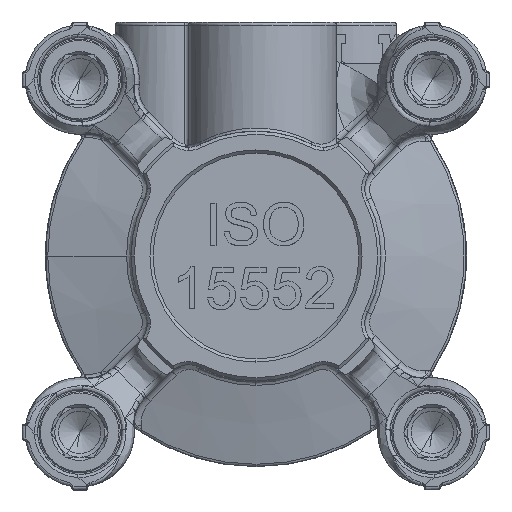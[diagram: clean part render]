
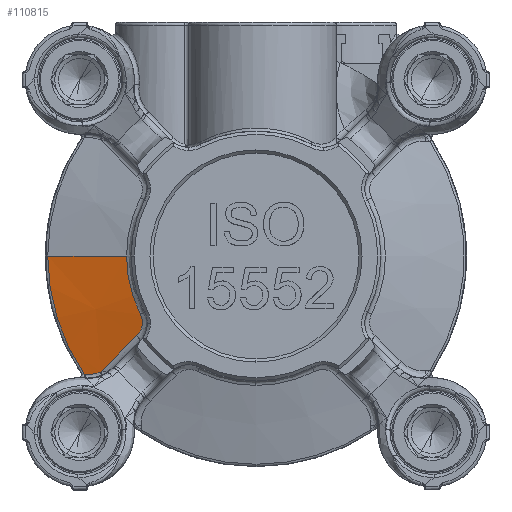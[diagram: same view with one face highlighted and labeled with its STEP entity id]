
A CAD part, front view. The second image highlights one B-rep face of the part: STEP entity #110815.
In plain terms, the highlighted conical face has half-angle 75 degrees and reference radius 33.379 mm.
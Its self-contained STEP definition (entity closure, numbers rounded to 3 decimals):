
#1309 = EDGE_CURVE ( 'NONE', #1593, #39950, #121735, .T. ) ;
#1357 = VECTOR ( 'NONE', #35895, 1000. ) ;
#1593 = VERTEX_POINT ( 'NONE', #85315 ) ;
#3296 = CARTESIAN_POINT ( 'NONE',  ( -18.203, 24.847, -10.564 ) ) ;
#3578 = B_SPLINE_CURVE_WITH_KNOTS ( 'NONE', 3,
 ( #22759, #99808, #90426, #82218, #120466, #42208, #34632, #109205, #34014, #118030, #91034, #15166, #101630, #32808, #5133, #89193, #3914, #118644, #3296, #61011, #52821, #41593, #61613, #99191 ),
 .UNSPECIFIED., .F., .F.,
 ( 4, 2, 1, 2, 2, 2, 1, 2, 2, 2, 2, 2, 4 ),
 ( 0., 0.125, 0.188, 0.219, 0.25, 0.375, 0.438, 0.469, 0.5, 0.625, 0.688, 0.75, 1. ),
 .UNSPECIFIED. ) ;
#3914 = CARTESIAN_POINT ( 'NONE',  ( -18.204, 24.89, -10.875 ) ) ;
#4128 = B_SPLINE_CURVE_WITH_KNOTS ( 'NONE', 3,
 ( #16053, #113167, #44918, #27342 ),
 .UNSPECIFIED., .F., .F.,
 ( 4, 4 ),
 ( 0., 1. ),
 .UNSPECIFIED. ) ;
#4169 = CARTESIAN_POINT ( 'NONE',  ( 0., 28.152, 0. ) ) ;
#5133 = CARTESIAN_POINT ( 'NONE',  ( -18.253, 24.949, -11.224 ) ) ;
#5624 = EDGE_CURVE ( 'NONE', #13449, #14302, #109174, .T. ) ;
#11261 = CARTESIAN_POINT ( 'NONE',  ( -24.928, 27.545, -18.616 ) ) ;
#11285 = CARTESIAN_POINT ( 'NONE',  ( -27.353, 28.126, -18.96 ) ) ;
#13449 = VERTEX_POINT ( 'NONE', #55965 ) ;
#14302 = VERTEX_POINT ( 'NONE', #64481 ) ;
#15133 = CARTESIAN_POINT ( 'NONE',  ( -26.936, 28.038, -18.983 ) ) ;
#15166 = CARTESIAN_POINT ( 'NONE',  ( -18.302, 24.992, -11.446 ) ) ;
#15507 = ORIENTED_EDGE ( 'NONE', *, *, #74661, .T. ) ;
#16053 = CARTESIAN_POINT ( 'NONE',  ( -24.928, 27.545, -18.616 ) ) ;
#18143 = ORIENTED_EDGE ( 'NONE', *, *, #31219, .T. ) ;
#22249 = CARTESIAN_POINT ( 'NONE',  ( 0., 24.766, 0. ) ) ;
#22759 = CARTESIAN_POINT ( 'NONE',  ( -19.088, 25.365, -12.795 ) ) ;
#24028 = CARTESIAN_POINT ( 'NONE',  ( -33.379, 28.152, 0. ) ) ;
#24575 = CARTESIAN_POINT ( 'NONE',  ( -24.928, 27.545, -18.616 ) ) ;
#24654 = CONICAL_SURFACE ( 'NONE', #94685, 33.379, 1.309 ) ;
#26430 = CARTESIAN_POINT ( 'NONE',  ( -26.627, 27.969, -18.974 ) ) ;
#27342 = CARTESIAN_POINT ( 'NONE',  ( -19.088, 25.365, -12.795 ) ) ;
#27811 = EDGE_CURVE ( 'NONE', #44737, #1593, #120905, .T. ) ;
#31219 = EDGE_CURVE ( 'NONE', #36671, #44737, #3578, .T. ) ;
#31389 = CARTESIAN_POINT ( 'NONE',  ( -27.395, 28.135, -18.957 ) ) ;
#32808 = CARTESIAN_POINT ( 'NONE',  ( -18.26, 24.956, -11.26 ) ) ;
#33370 = CARTESIAN_POINT ( 'NONE',  ( -26.32, 27.898, -18.951 ) ) ;
#34014 = CARTESIAN_POINT ( 'NONE',  ( -18.469, 25.097, -11.916 ) ) ;
#34632 = CARTESIAN_POINT ( 'NONE',  ( -18.579, 25.152, -12.123 ) ) ;
#35225 = ORIENTED_EDGE ( 'NONE', *, *, #1309, .T. ) ;
#35895 = DIRECTION ( 'NONE',  ( -0.966, 0.259, 0. ) ) ;
#36671 = VERTEX_POINT ( 'NONE', #82338 ) ;
#38934 = CARTESIAN_POINT ( 'NONE',  ( -27.437, 28.143, -18.954 ) ) ;
#39950 = VERTEX_POINT ( 'NONE', #54682 ) ;
#41593 = CARTESIAN_POINT ( 'NONE',  ( -18.279, 24.781, -9.931 ) ) ;
#42208 = CARTESIAN_POINT ( 'NONE',  ( -18.616, 25.17, -12.189 ) ) ;
#42470 = DIRECTION ( 'NONE',  ( 0., 1., 0. ) ) ;
#44737 = VERTEX_POINT ( 'NONE', #89784 ) ;
#44918 = CARTESIAN_POINT ( 'NONE',  ( -20.748, 25.981, -14.448 ) ) ;
#50801 = CARTESIAN_POINT ( 'NONE',  ( -27.478, 28.152, -18.95 ) ) ;
#52821 = CARTESIAN_POINT ( 'NONE',  ( -18.221, 24.821, -10.332 ) ) ;
#53389 = CARTESIAN_POINT ( 'NONE',  ( -25.308, 27.649, -18.762 ) ) ;
#54682 = CARTESIAN_POINT ( 'NONE',  ( -33.379, 28.152, 0. ) ) ;
#55965 = CARTESIAN_POINT ( 'NONE',  ( -27.478, 28.152, -18.95 ) ) ;
#61011 = CARTESIAN_POINT ( 'NONE',  ( -18.213, 24.829, -10.408 ) ) ;
#61613 = CARTESIAN_POINT ( 'NONE',  ( -18.372, 24.766, -9.632 ) ) ;
#63974 = CIRCLE ( 'NONE', #76221, 33.379 ) ;
#64481 = CARTESIAN_POINT ( 'NONE',  ( -27.353, 28.126, -18.96 ) ) ;
#68024 = EDGE_LOOP ( 'NONE', ( #98779, #35225, #69225, #72703, #15507, #98509, #18143 ) ) ;
#69225 = ORIENTED_EDGE ( 'NONE', *, *, #74289, .F. ) ;
#71569 = CARTESIAN_POINT ( 'NONE',  ( -25.705, 27.751, -18.866 ) ) ;
#72703 = ORIENTED_EDGE ( 'NONE', *, *, #5624, .T. ) ;
#73822 = CARTESIAN_POINT ( 'NONE',  ( 0., 28.152, 0. ) ) ;
#74289 = EDGE_CURVE ( 'NONE', #13449, #39950, #63974, .T. ) ;
#74661 = EDGE_CURVE ( 'NONE', #14302, #106875, #96563, .T. ) ;
#76221 = AXIS2_PLACEMENT_3D ( 'NONE', #4169, #42470, #88834 ) ;
#80965 = CARTESIAN_POINT ( 'NONE',  ( -26.525, 27.946, -18.968 ) ) ;
#82218 = CARTESIAN_POINT ( 'NONE',  ( -18.739, 25.226, -12.381 ) ) ;
#82338 = CARTESIAN_POINT ( 'NONE',  ( -19.088, 25.365, -12.795 ) ) ;
#85315 = CARTESIAN_POINT ( 'NONE',  ( -20.741, 24.766, 0. ) ) ;
#86319 = DIRECTION ( 'NONE',  ( -1., 0., 0. ) ) ;
#88834 = DIRECTION ( 'NONE',  ( 0., 0., -1. ) ) ;
#89193 = CARTESIAN_POINT ( 'NONE',  ( -18.219, 24.915, -11.03 ) ) ;
#89784 = CARTESIAN_POINT ( 'NONE',  ( -18.515, 24.766, -9.349 ) ) ;
#90426 = CARTESIAN_POINT ( 'NONE',  ( -18.875, 25.284, -12.566 ) ) ;
#91034 = CARTESIAN_POINT ( 'NONE',  ( -18.334, 25.015, -11.556 ) ) ;
#94685 = AXIS2_PLACEMENT_3D ( 'NONE', #73822, #112055, #86319 ) ;
#96563 = B_SPLINE_CURVE_WITH_KNOTS ( 'NONE', 3,
 ( #112258, #101598, #15133, #26430, #80965, #33370, #119826, #71569, #53389, #24575 ),
 .UNSPECIFIED., .F., .F.,
 ( 4, 2, 2, 2, 4 ),
 ( 0., 0.25, 0.375, 0.5, 1. ),
 .UNSPECIFIED. ) ;
#98509 = ORIENTED_EDGE ( 'NONE', *, *, #106477, .T. ) ;
#98779 = ORIENTED_EDGE ( 'NONE', *, *, #27811, .T. ) ;
#99191 = CARTESIAN_POINT ( 'NONE',  ( -18.515, 24.766, -9.349 ) ) ;
#99808 = CARTESIAN_POINT ( 'NONE',  ( -18.976, 25.324, -12.683 ) ) ;
#101598 = CARTESIAN_POINT ( 'NONE',  ( -27.144, 28.082, -18.978 ) ) ;
#101630 = CARTESIAN_POINT ( 'NONE',  ( -18.275, 24.97, -11.335 ) ) ;
#106239 = DIRECTION ( 'NONE',  ( 0., 1., 0. ) ) ;
#106477 = EDGE_CURVE ( 'NONE', #106875, #36671, #4128, .T. ) ;
#106875 = VERTEX_POINT ( 'NONE', #11261 ) ;
#108088 = DIRECTION ( 'NONE',  ( 0., 0., 1. ) ) ;
#109174 = B_SPLINE_CURVE_WITH_KNOTS ( 'NONE', 3,
 ( #50801, #38934, #31389, #11285 ),
 .UNSPECIFIED., .F., .F.,
 ( 4, 4 ),
 ( 0., 1. ),
 .UNSPECIFIED. ) ;
#109205 = CARTESIAN_POINT ( 'NONE',  ( -18.561, 25.143, -12.091 ) ) ;
#110815 = ADVANCED_FACE ( 'NONE', ( #121464 ), #24654, .T. ) ;
#112055 = DIRECTION ( 'NONE',  ( 0., 1., 0. ) ) ;
#112258 = CARTESIAN_POINT ( 'NONE',  ( -27.353, 28.126, -18.96 ) ) ;
#113167 = CARTESIAN_POINT ( 'NONE',  ( -22.695, 26.708, -16.388 ) ) ;
#118030 = CARTESIAN_POINT ( 'NONE',  ( -18.408, 25.063, -11.774 ) ) ;
#118644 = CARTESIAN_POINT ( 'NONE',  ( -18.201, 24.857, -10.642 ) ) ;
#119826 = CARTESIAN_POINT ( 'NONE',  ( -26.221, 27.875, -18.939 ) ) ;
#120466 = CARTESIAN_POINT ( 'NONE',  ( -18.675, 25.198, -12.286 ) ) ;
#120905 = CIRCLE ( 'NONE', #122959, 20.741 ) ;
#121464 = FACE_OUTER_BOUND ( 'NONE', #68024, .T. ) ;
#121735 = LINE ( 'NONE', #24028, #1357 ) ;
#122959 = AXIS2_PLACEMENT_3D ( 'NONE', #22249, #106239, #108088 ) ;
